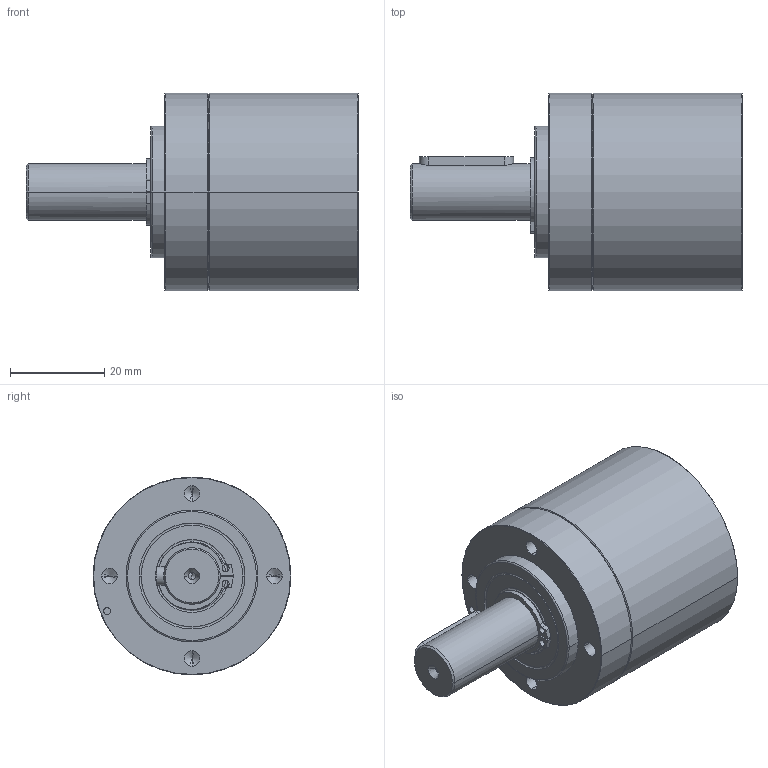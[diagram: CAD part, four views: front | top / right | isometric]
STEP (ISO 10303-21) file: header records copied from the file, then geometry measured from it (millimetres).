
FILE_DESCRIPTION((''),'2;1');
FILE_NAME('1993653','2016-10-07T',('mmagpetk'),(''),'CREO PARAMETRIC BY PTC INC, 2016050','CREO PARAMETRIC BY PTC INC, 2016050','');
FILE_SCHEMA(('CONFIG_CONTROL_DESIGN'));
Length unit declared in the file: millimetre
Products named in the file (1): 1993653
Bounding box: 70.5 x 42 x 42 mm (x, y, z)
Volume: 50407.8 mm3; surface area: 11536.5 mm2
Topology: 1 solids, 1 shells, 111 faces, 275 edges, 167 vertices
Faces by surface type: cylinder 35, plane 29, cone 21, extrusion 20, torus 6
Entity records: 3452 total; most frequent: CARTESIAN_POINT 752, DIRECTION 533, ORIENTED_EDGE 532, EDGE_CURVE 266, AXIS2_PLACEMENT_3D 202, VERTEX_POINT 167, VECTOR 129, EDGE_LOOP 125
